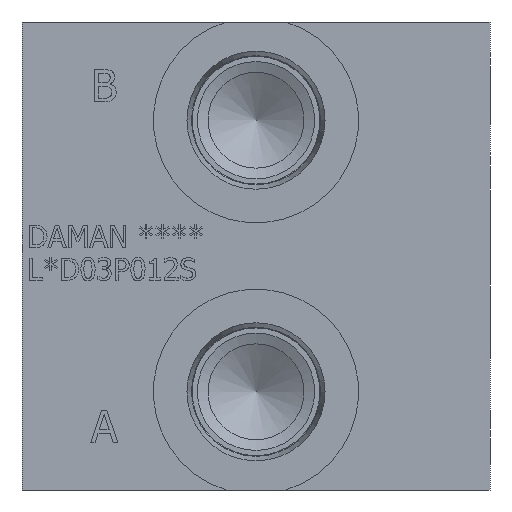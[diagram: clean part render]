
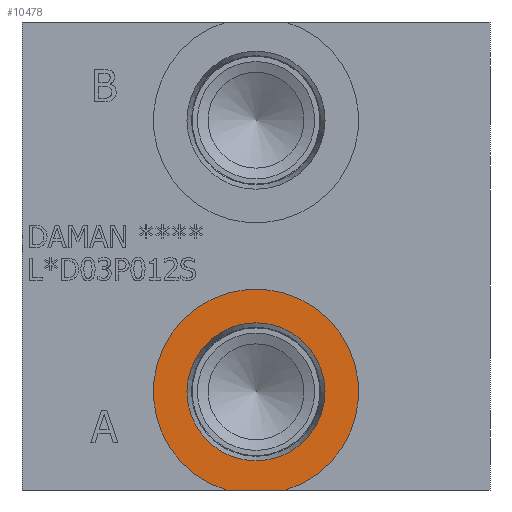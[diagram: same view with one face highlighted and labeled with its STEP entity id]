
A CAD part, front view. The second image highlights one B-rep face of the part: STEP entity #10478.
In plain terms, the highlighted planar face has unit normal (0, -1, 0).
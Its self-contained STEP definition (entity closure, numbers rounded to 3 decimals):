
#265=CIRCLE('',#11055,15.316);
#266=CIRCLE('',#11056,10.3);
#267=CIRCLE('',#11057,10.3);
#414=FACE_BOUND('',#1907,.T.);
#1300=FACE_OUTER_BOUND('',#1906,.T.);
#1906=EDGE_LOOP('',(#8996,#8997));
#1907=EDGE_LOOP('',(#8998,#8999));
#2910=LINE('',#17843,#3882);
#3882=VECTOR('',#13138,10.);
#4831=VERTEX_POINT('',#17841);
#4832=VERTEX_POINT('',#17842);
#4833=VERTEX_POINT('',#17845);
#4834=VERTEX_POINT('',#17846);
#6252=EDGE_CURVE('',#4831,#4832,#2910,.T.);
#6253=EDGE_CURVE('',#4832,#4831,#265,.T.);
#6254=EDGE_CURVE('',#4833,#4834,#266,.T.);
#6255=EDGE_CURVE('',#4834,#4833,#267,.T.);
#8996=ORIENTED_EDGE('',*,*,#6252,.F.);
#8997=ORIENTED_EDGE('',*,*,#6253,.F.);
#8998=ORIENTED_EDGE('',*,*,#6254,.T.);
#8999=ORIENTED_EDGE('',*,*,#6255,.T.);
#9584=PLANE('',#11054);
#10478=ADVANCED_FACE('',(#1300,#414),#9584,.F.);
#11054=AXIS2_PLACEMENT_3D('',#17840,#13136,#13137);
#11055=AXIS2_PLACEMENT_3D('',#17844,#13139,#13140);
#11056=AXIS2_PLACEMENT_3D('',#17847,#13141,#13142);
#11057=AXIS2_PLACEMENT_3D('',#17848,#13143,#13144);
#13136=DIRECTION('center_axis',(0.,1.,0.));
#13137=DIRECTION('ref_axis',(0.,0.,1.));
#13138=DIRECTION('',(-1.,0.,0.));
#13139=DIRECTION('center_axis',(0.,1.,0.));
#13140=DIRECTION('ref_axis',(1.,0.,0.));
#13141=DIRECTION('center_axis',(0.,1.,0.));
#13142=DIRECTION('ref_axis',(1.,0.,0.));
#13143=DIRECTION('center_axis',(0.,1.,0.));
#13144=DIRECTION('ref_axis',(1.,0.,0.));
#17840=CARTESIAN_POINT('Origin',(45.225,0.787,14.656));
#17841=CARTESIAN_POINT('',(39.374,0.787,0.));
#17842=CARTESIAN_POINT('',(30.476,0.787,0.));
#17843=CARTESIAN_POINT('',(40.075,0.787,0.));
#17844=CARTESIAN_POINT('Origin',(34.925,0.787,14.656));
#17845=CARTESIAN_POINT('',(45.225,0.787,14.656));
#17846=CARTESIAN_POINT('',(24.625,0.787,14.656));
#17847=CARTESIAN_POINT('Origin',(34.925,0.787,14.656));
#17848=CARTESIAN_POINT('Origin',(34.925,0.787,14.656));
